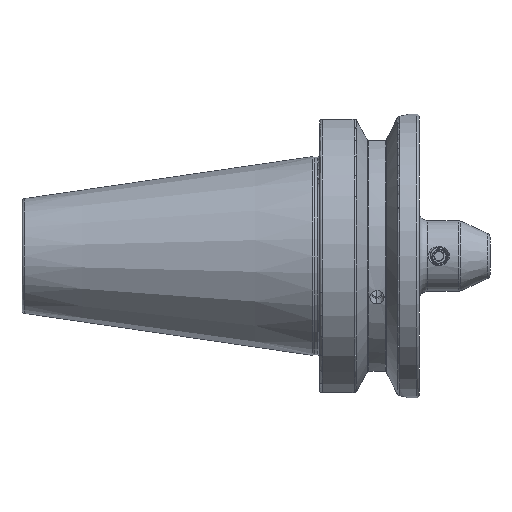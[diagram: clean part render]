
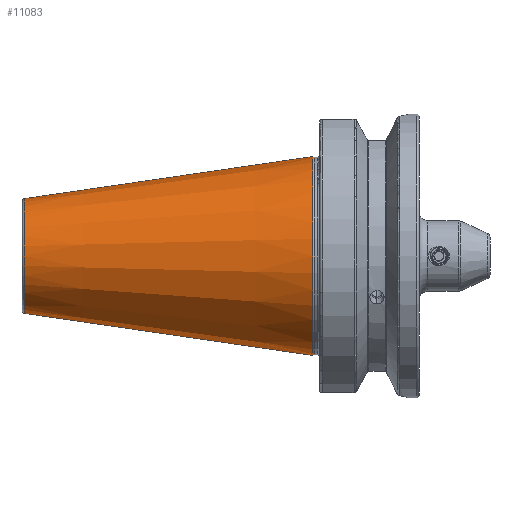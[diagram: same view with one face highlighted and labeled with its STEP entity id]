
A CAD part, front view. The second image highlights one B-rep face of the part: STEP entity #11083.
In plain terms, the highlighted conical face has half-angle 8.297 degrees and reference radius 34.998 mm.
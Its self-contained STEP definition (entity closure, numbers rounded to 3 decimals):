
#2417 = CARTESIAN_POINT ( 'NONE',  ( -2.5, 0., -34.998 ) ) ;
#2427 = DIRECTION ( 'NONE',  ( 0.99, 0., 0.144 ) ) ;
#2454 = CARTESIAN_POINT ( 'NONE',  ( -2.5, 0., 34.998 ) ) ;
#2460 = DIRECTION ( 'NONE',  ( 0.99, 0., -0.144 ) ) ;
#3097 = CARTESIAN_POINT ( 'NONE',  ( -2.5, 0., -34.998 ) ) ;
#3262 = CARTESIAN_POINT ( 'NONE',  ( -103.944, 0., -20.204 ) ) ;
#3800 = CARTESIAN_POINT ( 'NONE',  ( -103.944, 0., 20.204 ) ) ;
#3804 = CARTESIAN_POINT ( 'NONE',  ( -2.5, 0., 34.998 ) ) ;
#5580 = CIRCLE ( 'NONE', #11016, 20.204 ) ;
#5611 = CIRCLE ( 'NONE', #10994, 34.998 ) ;
#5876 = LINE ( 'NONE', #2417, #5889 ) ;
#5883 = VECTOR ( 'NONE', #2427, 1000. ) ;
#5887 = LINE ( 'NONE', #2454, #5883 ) ;
#5889 = VECTOR ( 'NONE', #2460, 1000. ) ;
#10994 = AXIS2_PLACEMENT_3D ( 'NONE', #22739, #22777, #22779 ) ;
#11016 = AXIS2_PLACEMENT_3D ( 'NONE', #22893, #22894, #22878 ) ;
#11083 = ADVANCED_FACE ( 'NONE', ( #13500 ), #13483, .T. ) ;
#13337 = EDGE_LOOP ( 'NONE', ( #15474, #15516, #15514, #15492 ) ) ;
#13483 = CONICAL_SURFACE ( 'NONE', #13878, 34.998, 0.145 ) ;
#13500 = FACE_OUTER_BOUND ( 'NONE', #13337, .T. ) ;
#13878 = AXIS2_PLACEMENT_3D ( 'NONE', #16982, #16983, #16999 ) ;
#14176 = EDGE_CURVE ( 'NONE', #24446, #24188, #5611, .T. ) ;
#14182 = EDGE_CURVE ( 'NONE', #24428, #24359, #5580, .T. ) ;
#14539 = EDGE_CURVE ( 'NONE', #24428, #24446, #5887, .T. ) ;
#14542 = EDGE_CURVE ( 'NONE', #24359, #24188, #5876, .T. ) ;
#15474 = ORIENTED_EDGE ( 'NONE', *, *, #14539, .F. ) ;
#15492 = ORIENTED_EDGE ( 'NONE', *, *, #14176, .F. ) ;
#15514 = ORIENTED_EDGE ( 'NONE', *, *, #14542, .T. ) ;
#15516 = ORIENTED_EDGE ( 'NONE', *, *, #14182, .T. ) ;
#16982 = CARTESIAN_POINT ( 'NONE',  ( -2.5, 0., 0. ) ) ;
#16983 = DIRECTION ( 'NONE',  ( 1., 0., 0. ) ) ;
#16999 = DIRECTION ( 'NONE',  ( 0., 0., -1. ) ) ;
#22739 = CARTESIAN_POINT ( 'NONE',  ( -2.5, 0., 0. ) ) ;
#22777 = DIRECTION ( 'NONE',  ( 1., 0., 0. ) ) ;
#22779 = DIRECTION ( 'NONE',  ( 0., 0., -1. ) ) ;
#22878 = DIRECTION ( 'NONE',  ( 0., 0., -1. ) ) ;
#22893 = CARTESIAN_POINT ( 'NONE',  ( -103.944, 0., 0. ) ) ;
#22894 = DIRECTION ( 'NONE',  ( 1., 0., 0. ) ) ;
#24188 = VERTEX_POINT ( 'NONE', #3097 ) ;
#24359 = VERTEX_POINT ( 'NONE', #3262 ) ;
#24428 = VERTEX_POINT ( 'NONE', #3800 ) ;
#24446 = VERTEX_POINT ( 'NONE', #3804 ) ;
